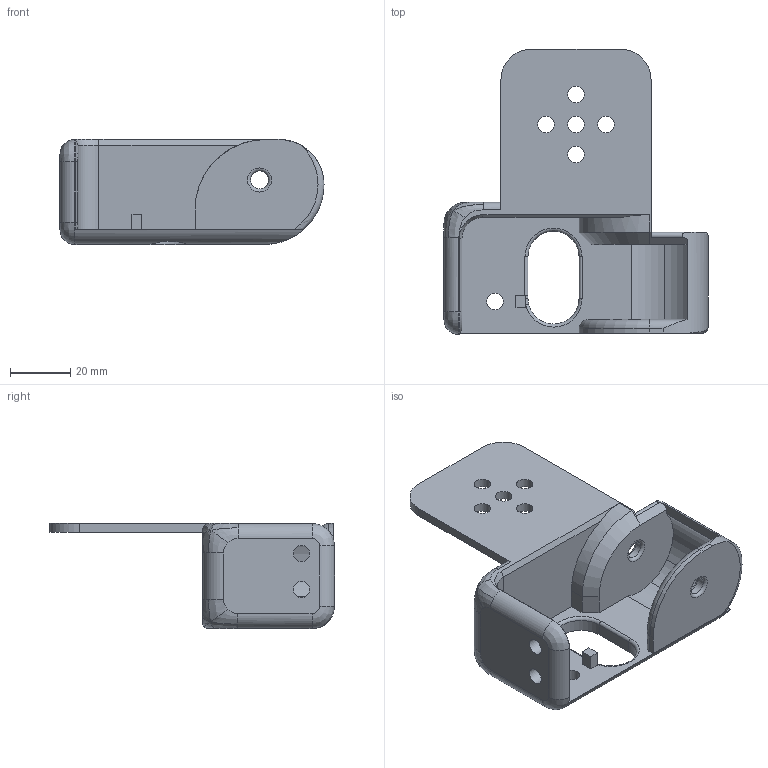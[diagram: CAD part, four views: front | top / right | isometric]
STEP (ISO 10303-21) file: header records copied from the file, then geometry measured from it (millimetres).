
FILE_DESCRIPTION(/* description */ (''),/* implementation_level */ '2;1');
FILE_NAME(/* name */ '21_ATC_X_to_Y_Axis_Pulley.step',/* time_stamp */ '2021-01-21T13:49:08+01:00',/* author */ (''),/* organization */ (''),/* preprocessor_version */ 'ST-DEVELOPER v18.1',/* originating_system */ 'Autodesk Translation Framework v9.7.1.1290',/* authorisation */ '');
FILE_SCHEMA (('AUTOMOTIVE_DESIGN { 1 0 10303 214 3 1 1 }'));
Length unit declared in the file: millimetre
Products named in the file (1): ATC_X_to_Y_Axis_Pulley_DOWN
Bounding box: 88 x 95 x 35 mm (x, y, z)
Volume: 44466.2 mm3; surface area: 23311.8 mm2
Topology: 1 solids, 1 shells, 102 faces, 278 edges, 177 vertices
Faces by surface type: cylinder 37, plane 35, bspline 14, torus 10, cone 6
Full cylindrical faces by diameter (mm): 5.5 x8, 6 x2
Entity records: 5095 total; most frequent: CARTESIAN_POINT 2447, ORIENTED_EDGE 556, DIRECTION 537, EDGE_CURVE 278, AXIS2_PLACEMENT_3D 204, VERTEX_POINT 177, LINE 129, VECTOR 129
